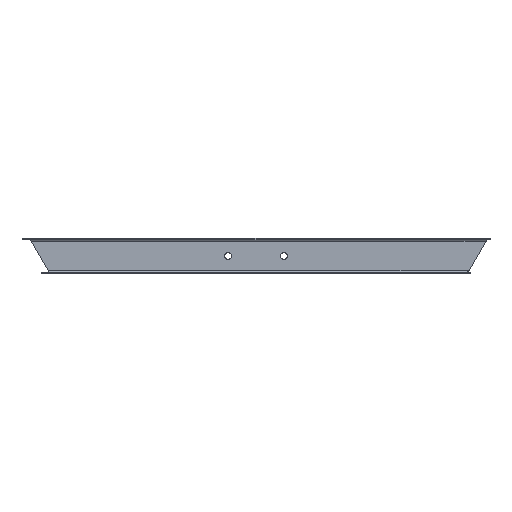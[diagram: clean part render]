
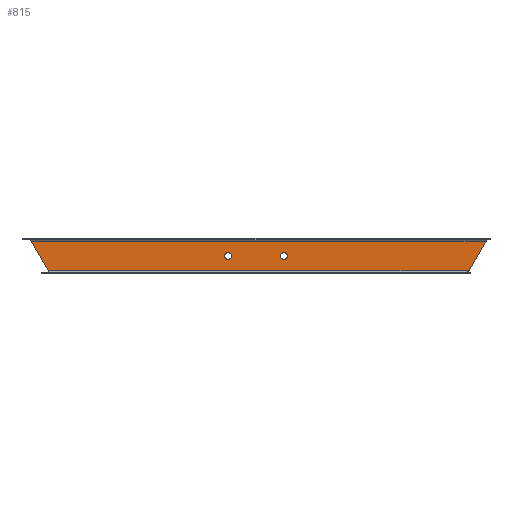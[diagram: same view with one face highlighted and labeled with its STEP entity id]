
A CAD part, front view. The second image highlights one B-rep face of the part: STEP entity #815.
In plain terms, the highlighted planar face has unit normal (0, -1, 0).
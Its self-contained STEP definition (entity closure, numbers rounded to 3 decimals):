
#8 = EDGE_LOOP ( 'NONE', ( #299, #520, #120, #1060 ) ) ;
#43 = ORIENTED_EDGE ( 'NONE', *, *, #88, .T. ) ;
#74 = VECTOR ( 'NONE', #1182, 1000. ) ;
#83 = VERTEX_POINT ( 'NONE', #1494 ) ;
#88 = EDGE_CURVE ( 'NONE', #350, #1276, #685, .T. ) ;
#104 = CIRCLE ( 'NONE', #294, 6.5 ) ;
#109 = PLANE ( 'NONE',  #1003 ) ;
#120 = ORIENTED_EDGE ( 'NONE', *, *, #724, .T. ) ;
#125 = DIRECTION ( 'NONE',  ( 0., 1., 0. ) ) ;
#130 = FACE_BOUND ( 'NONE', #1526, .T. ) ;
#142 = CARTESIAN_POINT ( 'NONE',  ( -518.101, -1181.305, -1582. ) ) ;
#150 = VERTEX_POINT ( 'NONE', #770 ) ;
#163 = EDGE_LOOP ( 'NONE', ( #202, #43 ) ) ;
#184 = VECTOR ( 'NONE', #700, 1000. ) ;
#202 = ORIENTED_EDGE ( 'NONE', *, *, #878, .T. ) ;
#222 = ORIENTED_EDGE ( 'NONE', *, *, #406, .T. ) ;
#253 = CARTESIAN_POINT ( 'NONE',  ( -54.355, -1181.305, -1610.5 ) ) ;
#255 = CARTESIAN_POINT ( 'NONE',  ( -438.238, -1181.305, -1582. ) ) ;
#271 = FACE_BOUND ( 'NONE', #163, .T. ) ;
#283 = LINE ( 'NONE', #142, #1417 ) ;
#294 = AXIS2_PLACEMENT_3D ( 'NONE', #510, #895, #887 ) ;
#299 = ORIENTED_EDGE ( 'NONE', *, *, #1259, .F. ) ;
#322 = CARTESIAN_POINT ( 'NONE',  ( -430.924, -1181.305, -1594.668 ) ) ;
#343 = CIRCLE ( 'NONE', #1568, 6.5 ) ;
#350 = VERTEX_POINT ( 'NONE', #598 ) ;
#394 = CARTESIAN_POINT ( 'NONE',  ( -518.101, -1181.305, -1645. ) ) ;
#406 = EDGE_CURVE ( 'NONE', #150, #775, #343, .T. ) ;
#425 = AXIS2_PLACEMENT_3D ( 'NONE', #525, #125, #1607 ) ;
#457 = LINE ( 'NONE', #953, #688 ) ;
#510 = CARTESIAN_POINT ( 'NONE',  ( 54.355, -1181.305, -1610.5 ) ) ;
#520 = ORIENTED_EDGE ( 'NONE', *, *, #1353, .T. ) ;
#525 = CARTESIAN_POINT ( 'NONE',  ( 54.355, -1181.305, -1610.5 ) ) ;
#598 = CARTESIAN_POINT ( 'NONE',  ( 54.355, -1181.305, -1617. ) ) ;
#616 = DIRECTION ( 'NONE',  ( 0., 1., 0. ) ) ;
#622 = FACE_OUTER_BOUND ( 'NONE', #8, .T. ) ;
#634 = AXIS2_PLACEMENT_3D ( 'NONE', #1097, #879, #1112 ) ;
#685 = CIRCLE ( 'NONE', #425, 6.5 ) ;
#688 = VECTOR ( 'NONE', #1449, 1000. ) ;
#700 = DIRECTION ( 'NONE',  ( 0.5, 0., -0.866 ) ) ;
#707 = EDGE_CURVE ( 'NONE', #1249, #83, #457, .T. ) ;
#724 = EDGE_CURVE ( 'NONE', #1555, #83, #725, .T. ) ;
#725 = LINE ( 'NONE', #1069, #74 ) ;
#758 = DIRECTION ( 'NONE',  ( 0., 1., 0. ) ) ;
#770 = CARTESIAN_POINT ( 'NONE',  ( -54.355, -1181.305, -1617. ) ) ;
#775 = VERTEX_POINT ( 'NONE', #967 ) ;
#815 = ADVANCED_FACE ( 'NONE', ( #271, #130, #622 ), #109, .F. ) ;
#820 = EDGE_CURVE ( 'NONE', #775, #150, #1297, .T. ) ;
#878 = EDGE_CURVE ( 'NONE', #1276, #350, #104, .T. ) ;
#879 = DIRECTION ( 'NONE',  ( 0., 1., 0. ) ) ;
#887 = DIRECTION ( 'NONE',  ( 0., 0., 1. ) ) ;
#895 = DIRECTION ( 'NONE',  ( 0., 1., 0. ) ) ;
#946 = LINE ( 'NONE', #322, #184 ) ;
#953 = CARTESIAN_POINT ( 'NONE',  ( 438.718, -1181.305, -1599.168 ) ) ;
#967 = CARTESIAN_POINT ( 'NONE',  ( -54.355, -1181.305, -1604. ) ) ;
#1003 = AXIS2_PLACEMENT_3D ( 'NONE', #394, #616, #1356 ) ;
#1028 = ORIENTED_EDGE ( 'NONE', *, *, #820, .T. ) ;
#1041 = DIRECTION ( 'NONE',  ( 1., 0., 0. ) ) ;
#1060 = ORIENTED_EDGE ( 'NONE', *, *, #707, .F. ) ;
#1069 = CARTESIAN_POINT ( 'NONE',  ( -518.101, -1181.305, -1639. ) ) ;
#1097 = CARTESIAN_POINT ( 'NONE',  ( -54.355, -1181.305, -1610.5 ) ) ;
#1112 = DIRECTION ( 'NONE',  ( 0., 0., 1. ) ) ;
#1182 = DIRECTION ( 'NONE',  ( 1., 0., 0. ) ) ;
#1229 = CARTESIAN_POINT ( 'NONE',  ( -405.329, -1181.305, -1639. ) ) ;
#1239 = VERTEX_POINT ( 'NONE', #255 ) ;
#1249 = VERTEX_POINT ( 'NONE', #1258 ) ;
#1250 = CARTESIAN_POINT ( 'NONE',  ( 54.355, -1181.305, -1604. ) ) ;
#1258 = CARTESIAN_POINT ( 'NONE',  ( 448.63, -1181.305, -1582. ) ) ;
#1259 = EDGE_CURVE ( 'NONE', #1239, #1249, #283, .T. ) ;
#1276 = VERTEX_POINT ( 'NONE', #1250 ) ;
#1297 = CIRCLE ( 'NONE', #634, 6.5 ) ;
#1353 = EDGE_CURVE ( 'NONE', #1239, #1555, #946, .T. ) ;
#1356 = DIRECTION ( 'NONE',  ( 0., 0., 1. ) ) ;
#1417 = VECTOR ( 'NONE', #1041, 1000. ) ;
#1449 = DIRECTION ( 'NONE',  ( -0.5, 0., -0.866 ) ) ;
#1494 = CARTESIAN_POINT ( 'NONE',  ( 415.722, -1181.305, -1639. ) ) ;
#1526 = EDGE_LOOP ( 'NONE', ( #1028, #222 ) ) ;
#1555 = VERTEX_POINT ( 'NONE', #1229 ) ;
#1568 = AXIS2_PLACEMENT_3D ( 'NONE', #253, #758, #1623 ) ;
#1607 = DIRECTION ( 'NONE',  ( 0., 0., 1. ) ) ;
#1623 = DIRECTION ( 'NONE',  ( 0., 0., 1. ) ) ;
